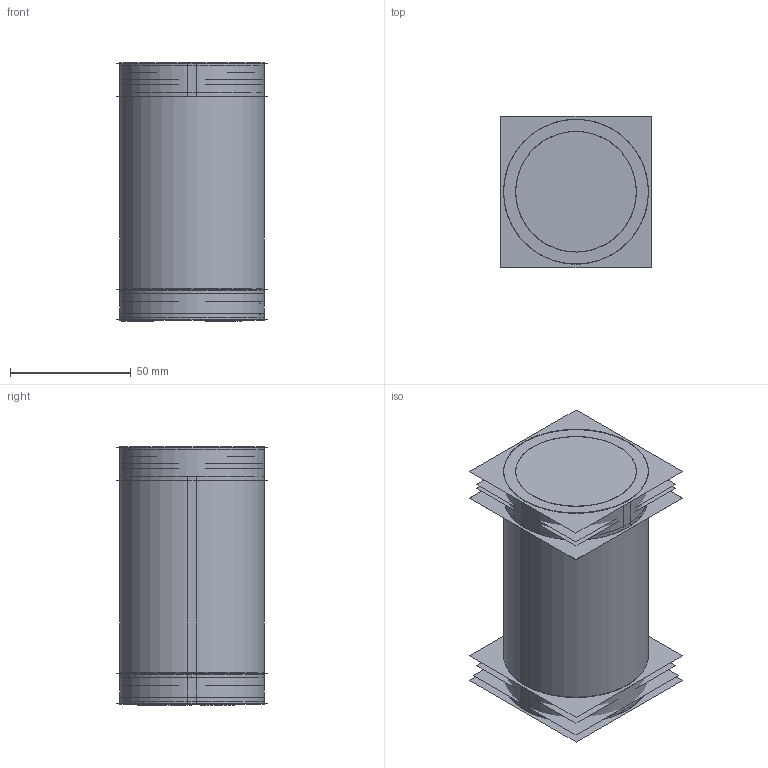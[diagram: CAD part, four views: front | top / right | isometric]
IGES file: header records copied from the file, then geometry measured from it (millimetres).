
Start section:  PTC IGES file: zhitongdeng.igs
Global section: file name: zhitongdeng.igs; native system: Pro/ENGINEER by Parametric Technology Corporation; preprocessor: 2010280; author: Administrator; organization: Unknown; date: 20180526.144041; units: millimetre
Bounding box: 62.45 x 62.45 x 106.88 mm (x, y, z)
Surface area: 155209.7 mm2 (no closed solid volume)
Topology: 0 solids, 0 shells, 250 faces, 3320 edges, 4364 vertices
Faces by surface type: revolution 156, bspline 94
